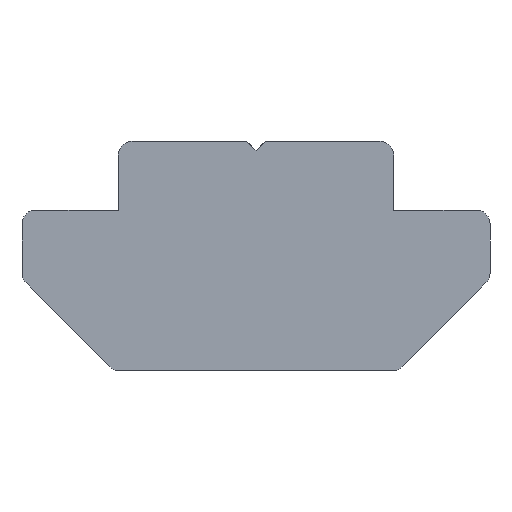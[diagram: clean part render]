
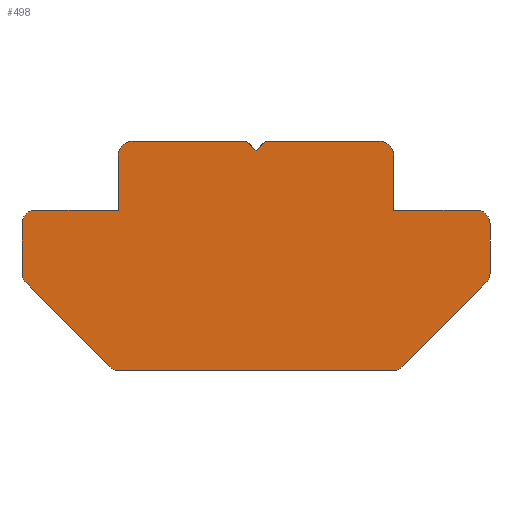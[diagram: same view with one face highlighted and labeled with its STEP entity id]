
A CAD part, front view. The second image highlights one B-rep face of the part: STEP entity #498.
In plain terms, the highlighted planar face has unit normal (0, -1, 0).
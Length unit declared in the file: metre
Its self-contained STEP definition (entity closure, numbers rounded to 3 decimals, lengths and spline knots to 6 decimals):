
#24=CIRCLE('',#545,0.0003);
#25=CIRCLE('',#546,0.0003);
#26=CIRCLE('',#547,0.0003);
#27=CIRCLE('',#548,0.0003);
#28=CIRCLE('',#549,0.0003);
#29=CIRCLE('',#550,0.0003);
#30=CIRCLE('',#551,0.0003);
#31=CIRCLE('',#552,0.0003);
#101=ORIENTED_EDGE('',*,*,#219,.F.);
#102=ORIENTED_EDGE('',*,*,#239,.T.);
#103=ORIENTED_EDGE('',*,*,#240,.T.);
#104=ORIENTED_EDGE('',*,*,#241,.T.);
#105=ORIENTED_EDGE('',*,*,#221,.T.);
#106=ORIENTED_EDGE('',*,*,#242,.T.);
#107=ORIENTED_EDGE('',*,*,#225,.T.);
#108=ORIENTED_EDGE('',*,*,#231,.F.);
#109=ORIENTED_EDGE('',*,*,#243,.T.);
#110=ORIENTED_EDGE('',*,*,#232,.T.);
#111=ORIENTED_EDGE('',*,*,#238,.F.);
#112=ORIENTED_EDGE('',*,*,#193,.F.);
#113=ORIENTED_EDGE('',*,*,#203,.T.);
#114=ORIENTED_EDGE('',*,*,#244,.T.);
#115=ORIENTED_EDGE('',*,*,#205,.T.);
#116=ORIENTED_EDGE('',*,*,#211,.F.);
#117=ORIENTED_EDGE('',*,*,#245,.T.);
#118=ORIENTED_EDGE('',*,*,#212,.F.);
#119=ORIENTED_EDGE('',*,*,#246,.T.);
#120=ORIENTED_EDGE('',*,*,#247,.T.);
#121=ORIENTED_EDGE('',*,*,#248,.T.);
#193=EDGE_CURVE('',#266,#263,#314,.T.);
#203=EDGE_CURVE('',#266,#274,#322,.T.);
#205=EDGE_CURVE('',#275,#276,#323,.T.);
#211=EDGE_CURVE('',#280,#276,#329,.T.);
#212=EDGE_CURVE('',#281,#282,#330,.T.);
#219=EDGE_CURVE('',#288,#289,#336,.T.);
#221=EDGE_CURVE('',#290,#291,#338,.T.);
#225=EDGE_CURVE('',#294,#295,#342,.T.);
#231=EDGE_CURVE('',#299,#295,#348,.T.);
#232=EDGE_CURVE('',#300,#301,#349,.T.);
#238=EDGE_CURVE('',#263,#301,#353,.T.);
#239=EDGE_CURVE('',#288,#304,#24,.T.);
#240=EDGE_CURVE('',#304,#305,#354,.T.);
#241=EDGE_CURVE('',#305,#290,#25,.T.);
#242=EDGE_CURVE('',#291,#294,#26,.T.);
#243=EDGE_CURVE('',#299,#300,#27,.T.);
#244=EDGE_CURVE('',#274,#275,#28,.T.);
#245=EDGE_CURVE('',#280,#282,#29,.T.);
#246=EDGE_CURVE('',#281,#306,#30,.T.);
#247=EDGE_CURVE('',#306,#307,#355,.F.);
#248=EDGE_CURVE('',#307,#289,#31,.T.);
#263=VERTEX_POINT('',#726);
#266=VERTEX_POINT('',#731);
#274=VERTEX_POINT('',#752);
#275=VERTEX_POINT('',#757);
#276=VERTEX_POINT('',#758);
#280=VERTEX_POINT('',#768);
#281=VERTEX_POINT('',#772);
#282=VERTEX_POINT('',#773);
#288=VERTEX_POINT('',#786);
#289=VERTEX_POINT('',#788);
#290=VERTEX_POINT('',#792);
#291=VERTEX_POINT('',#793);
#294=VERTEX_POINT('',#801);
#295=VERTEX_POINT('',#802);
#299=VERTEX_POINT('',#812);
#300=VERTEX_POINT('',#816);
#301=VERTEX_POINT('',#817);
#304=VERTEX_POINT('',#829);
#305=VERTEX_POINT('',#831);
#306=VERTEX_POINT('',#838);
#307=VERTEX_POINT('',#840);
#314=LINE('',#732,#364);
#322=LINE('',#753,#372);
#323=LINE('',#756,#373);
#329=LINE('',#769,#379);
#330=LINE('',#771,#380);
#336=LINE('',#787,#386);
#338=LINE('',#791,#388);
#342=LINE('',#800,#392);
#348=LINE('',#813,#398);
#349=LINE('',#815,#399);
#353=LINE('',#826,#403);
#354=LINE('',#830,#404);
#355=LINE('',#839,#405);
#364=VECTOR('',#581,1.);
#372=VECTOR('',#599,1.);
#373=VECTOR('',#604,1.);
#379=VECTOR('',#612,1.);
#380=VECTOR('',#615,1.);
#386=VECTOR('',#625,1.);
#388=VECTOR('',#629,1.);
#392=VECTOR('',#635,1.);
#398=VECTOR('',#643,1.);
#399=VECTOR('',#646,1.);
#403=VECTOR('',#656,1.);
#404=VECTOR('',#661,1.);
#405=VECTOR('',#674,1.);
#426=EDGE_LOOP('',(#101,#102,#103,#104,#105,#106,#107,#108,#109,#110,#111,
#112,#113,#114,#115,#116,#117,#118,#119,#120,#121));
#454=FACE_BOUND('',#426,.T.);
#481=PLANE('',#544);
#498=ADVANCED_FACE('',(#454),#481,.T.);
#544=AXIS2_PLACEMENT_3D('',#827,#657,#658);
#545=AXIS2_PLACEMENT_3D('',#828,#659,#660);
#546=AXIS2_PLACEMENT_3D('',#832,#662,#663);
#547=AXIS2_PLACEMENT_3D('',#833,#664,#665);
#548=AXIS2_PLACEMENT_3D('',#834,#666,#667);
#549=AXIS2_PLACEMENT_3D('',#835,#668,#669);
#550=AXIS2_PLACEMENT_3D('',#836,#670,#671);
#551=AXIS2_PLACEMENT_3D('',#837,#672,#673);
#552=AXIS2_PLACEMENT_3D('',#841,#675,#676);
#581=DIRECTION('',(0.707,0.,-0.707));
#599=DIRECTION('',(-1.,0.,0.));
#604=DIRECTION('',(0.,0.,-1.));
#612=DIRECTION('',(1.,0.,0.));
#615=DIRECTION('',(0.,0.,1.));
#625=DIRECTION('',(-1.,0.,0.));
#629=DIRECTION('',(0.,0.,1.));
#635=DIRECTION('',(-1.,0.,0.));
#643=DIRECTION('',(0.,0.,-1.));
#646=DIRECTION('',(-1.,0.,0.));
#656=DIRECTION('',(0.707,0.,0.707));
#657=DIRECTION('',(0.,-1.,0.));
#658=DIRECTION('',(1.,0.,0.));
#659=DIRECTION('',(0.,-1.,0.));
#660=DIRECTION('',(0.,0.,-1.));
#661=DIRECTION('',(0.707,0.,0.707));
#662=DIRECTION('',(0.,-1.,0.));
#663=DIRECTION('',(0.,0.,-1.));
#664=DIRECTION('',(0.,-1.,0.));
#665=DIRECTION('',(0.,0.,-1.));
#666=DIRECTION('',(0.,-1.,0.));
#667=DIRECTION('',(0.,0.,-1.));
#668=DIRECTION('',(0.,-1.,0.));
#669=DIRECTION('',(0.,0.,-1.));
#670=DIRECTION('',(0.,-1.,0.));
#671=DIRECTION('',(0.,0.,-1.));
#672=DIRECTION('',(0.,-1.,0.));
#673=DIRECTION('',(0.,0.,-1.));
#674=DIRECTION('',(-0.707,0.,0.707));
#675=DIRECTION('',(0.,-1.,0.));
#676=DIRECTION('',(0.,0.,-1.));
#726=CARTESIAN_POINT('',(0.,-0.0055,0.0023));
#731=CARTESIAN_POINT('',(-0.0002,-0.0055,0.0025));
#732=CARTESIAN_POINT('',(-0.0001,-0.0055,0.0024));
#752=CARTESIAN_POINT('',(-0.0027,-0.0055,0.0025));
#753=CARTESIAN_POINT('',(-0.0016,-0.0055,0.0025));
#756=CARTESIAN_POINT('',(-0.003,-0.0055,0.00175));
#757=CARTESIAN_POINT('',(-0.003,-0.0055,0.0022));
#758=CARTESIAN_POINT('',(-0.003,-0.0055,0.001));
#768=CARTESIAN_POINT('',(-0.0048,-0.0055,0.001));
#769=CARTESIAN_POINT('',(-0.00405,-0.0055,0.001));
#771=CARTESIAN_POINT('',(-0.0051,-0.0055,-0.00075));
#772=CARTESIAN_POINT('',(-0.0051,-0.0055,-0.000376));
#773=CARTESIAN_POINT('',(-0.0051,-0.0055,0.0007));
#786=CARTESIAN_POINT('',(0.002976,-0.0055,-0.0025));
#787=CARTESIAN_POINT('',(0.,-0.0055,-0.0025));
#788=CARTESIAN_POINT('',(-0.002976,-0.0055,-0.0025));
#791=CARTESIAN_POINT('',(0.0051,-0.0055,-0.00075));
#792=CARTESIAN_POINT('',(0.0051,-0.0055,-0.000376));
#793=CARTESIAN_POINT('',(0.0051,-0.0055,0.0007));
#800=CARTESIAN_POINT('',(0.00405,-0.0055,0.001));
#801=CARTESIAN_POINT('',(0.0048,-0.0055,0.001));
#802=CARTESIAN_POINT('',(0.003,-0.0055,0.001));
#812=CARTESIAN_POINT('',(0.003,-0.0055,0.0022));
#813=CARTESIAN_POINT('',(0.003,-0.0055,0.00175));
#815=CARTESIAN_POINT('',(0.0016,-0.0055,0.0025));
#816=CARTESIAN_POINT('',(0.0027,-0.0055,0.0025));
#817=CARTESIAN_POINT('',(0.0002,-0.0055,0.0025));
#826=CARTESIAN_POINT('',(0.0001,-0.0055,0.0024));
#827=CARTESIAN_POINT('',(0.,-0.0055,0.));
#828=CARTESIAN_POINT('',(0.002976,-0.0055,-0.0022));
#829=CARTESIAN_POINT('',(0.003188,-0.0055,-0.002412));
#830=CARTESIAN_POINT('',(0.0028,-0.0055,-0.0028));
#831=CARTESIAN_POINT('',(0.005012,-0.0055,-0.000588));
#832=CARTESIAN_POINT('',(0.0048,-0.0055,-0.000376));
#833=CARTESIAN_POINT('',(0.0048,-0.0055,0.0007));
#834=CARTESIAN_POINT('',(0.0027,-0.0055,0.0022));
#835=CARTESIAN_POINT('',(-0.0027,-0.0055,0.0022));
#836=CARTESIAN_POINT('',(-0.0048,-0.0055,0.0007));
#837=CARTESIAN_POINT('',(-0.0048,-0.0055,-0.000376));
#838=CARTESIAN_POINT('',(-0.005012,-0.0055,-0.000588));
#839=CARTESIAN_POINT('',(-0.0028,-0.0055,-0.0028));
#840=CARTESIAN_POINT('',(-0.003188,-0.0055,-0.002412));
#841=CARTESIAN_POINT('',(-0.002976,-0.0055,-0.0022));
